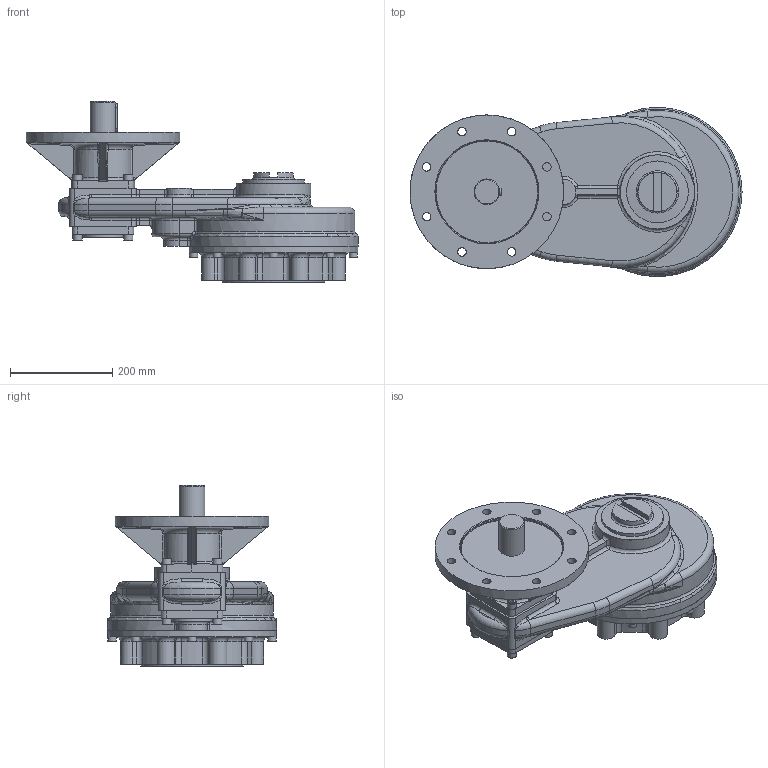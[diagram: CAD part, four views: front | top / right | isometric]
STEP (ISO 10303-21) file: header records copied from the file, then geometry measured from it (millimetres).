
FILE_DESCRIPTION( ( 'Unknown' ), '1' );
FILE_NAME( 'PUBIS9-F25-F25_simplified.stp', 'Unknown', ( 'Unknown' ), ( 'Unknown' ), 'PSStep 15.0.49', 'Unknown', ' ' );
FILE_SCHEMA( ( 'AUTOMOTIVE_DESIGN { 1 0 10303 214 1 1 1 1 }' ) );
Length unit declared in the file: millimetre
Products named in the file (27): 1; 2; 3; 4; 5; 6; 7; 8; 9; 10; 11; 12; 13; 14; 15; 16; 17; 18; 19; 20; 21; 22; 23; 24; 25; 26; 27
Bounding box: 648.05 x 330 x 354.1 mm (x, y, z)
Surface area: 846021.3 mm2 (no closed solid volume)
Topology: 0 solids, 639 shells, 639 faces, 2968 edges, 2850 vertices
Faces by surface type: plane 237, cylinder 196, bspline 76, torus 59, cone 37, sphere 34
Full cylindrical faces by diameter (mm): 13.835 x8, 16 x8, 16.5 x8, 18 x8, 50 x2, 80 x1, 110 x1, 120.65 x1, 145 x1, 200 x2, 220 x1, 300 x1, 330 x1
Entity records: 53882 total; most frequent: CARTESIAN_POINT 26570, DIRECTION 4823, VERTEX_POINT 2807, ORIENTED_EDGE 2799, EDGE_CURVE 2799, AXIS2_PLACEMENT_3D 1764, LINE 1295, VECTOR 1295
